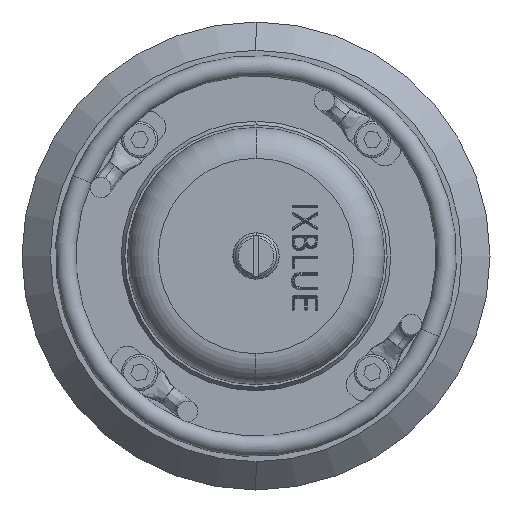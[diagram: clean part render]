
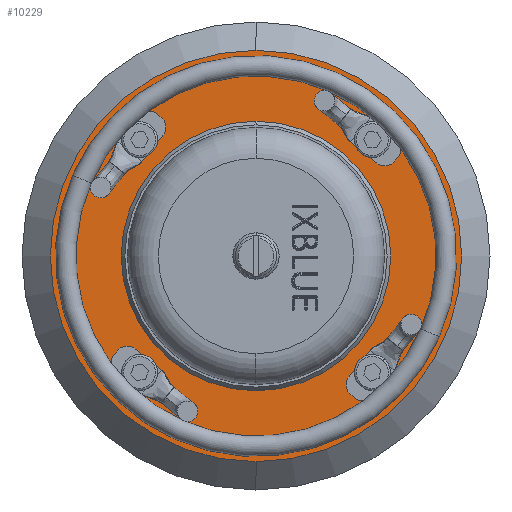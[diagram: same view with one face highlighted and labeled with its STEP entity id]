
A CAD part, left-side view. The second image highlights one B-rep face of the part: STEP entity #10229.
In plain terms, the highlighted planar face has unit normal (-1, 0, 0).
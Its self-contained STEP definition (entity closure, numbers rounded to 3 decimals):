
#108 = VERTEX_POINT ( 'NONE', #2201 ) ;
#241 = AXIS2_PLACEMENT_3D ( 'NONE', #2079, #12627, #14586 ) ;
#246 = AXIS2_PLACEMENT_3D ( 'NONE', #19139, #10061, #1052 ) ;
#717 = CARTESIAN_POINT ( 'NONE',  ( -15.5, 22.627, 24.277 ) ) ;
#820 = FACE_BOUND ( 'NONE', #6708, .T. ) ;
#968 = DIRECTION ( 'NONE',  ( -1., 0., 0. ) ) ;
#1052 = DIRECTION ( 'NONE',  ( 0., 0., 1. ) ) ;
#1340 = CIRCLE ( 'NONE', #246, 40. ) ;
#1431 = PLANE ( 'NONE',  #19367 ) ;
#1452 = VERTEX_POINT ( 'NONE', #717 ) ;
#1606 = AXIS2_PLACEMENT_3D ( 'NONE', #14555, #5483, #16070 ) ;
#1751 = DIRECTION ( 'NONE',  ( -1., 0., 0. ) ) ;
#1831 = CARTESIAN_POINT ( 'NONE',  ( -15.5, -22.627, -22.627 ) ) ;
#1956 = CARTESIAN_POINT ( 'NONE',  ( -15.5, 22.627, 20.977 ) ) ;
#2079 = CARTESIAN_POINT ( 'NONE',  ( -15.5, 0., 0. ) ) ;
#2092 = EDGE_CURVE ( 'NONE', #18341, #7895, #16889, .T. ) ;
#2201 = CARTESIAN_POINT ( 'NONE',  ( -15.5, -22.627, 24.277 ) ) ;
#2480 = EDGE_CURVE ( 'NONE', #12001, #9287, #16646, .T. ) ;
#2493 = AXIS2_PLACEMENT_3D ( 'NONE', #9971, #968, #11522 ) ;
#2665 = AXIS2_PLACEMENT_3D ( 'NONE', #10775, #1751, #12286 ) ;
#2834 = ORIENTED_EDGE ( 'NONE', *, *, #18237, .T. ) ;
#3015 = ORIENTED_EDGE ( 'NONE', *, *, #13028, .F. ) ;
#3329 = DIRECTION ( 'NONE',  ( 0., 0., 1. ) ) ;
#3941 = DIRECTION ( 'NONE',  ( -1., 0., 0. ) ) ;
#4458 = DIRECTION ( 'NONE',  ( 0., 0., -1. ) ) ;
#4482 = VERTEX_POINT ( 'NONE', #16998 ) ;
#4555 = EDGE_CURVE ( 'NONE', #9287, #12001, #19310, .T. ) ;
#4717 = CARTESIAN_POINT ( 'NONE',  ( -15.5, 0., -3.35 ) ) ;
#4737 = EDGE_LOOP ( 'NONE', ( #6075, #17771 ) ) ;
#5303 = DIRECTION ( 'NONE',  ( -1., 0., 0. ) ) ;
#5483 = DIRECTION ( 'NONE',  ( -1., 0., 0. ) ) ;
#5669 = AXIS2_PLACEMENT_3D ( 'NONE', #16681, #7606, #18201 ) ;
#5688 = VERTEX_POINT ( 'NONE', #1956 ) ;
#6075 = ORIENTED_EDGE ( 'NONE', *, *, #16313, .F. ) ;
#6112 = CARTESIAN_POINT ( 'NONE',  ( -15.5, 22.627, 22.627 ) ) ;
#6335 = CARTESIAN_POINT ( 'NONE',  ( -15.5, 22.627, -20.977 ) ) ;
#6555 = CARTESIAN_POINT ( 'NONE',  ( -15.5, 22.627, -22.627 ) ) ;
#6640 = CIRCLE ( 'NONE', #5669, 1.65 ) ;
#6708 = EDGE_LOOP ( 'NONE', ( #19051, #11518 ) ) ;
#7360 = CARTESIAN_POINT ( 'NONE',  ( -15.5, -22.627, -24.277 ) ) ;
#7606 = DIRECTION ( 'NONE',  ( -1., 0., 0. ) ) ;
#7619 = DIRECTION ( 'NONE',  ( 0., 0., 1. ) ) ;
#7707 = DIRECTION ( 'NONE',  ( -1., 0., 0. ) ) ;
#7895 = VERTEX_POINT ( 'NONE', #14155 ) ;
#7923 = ORIENTED_EDGE ( 'NONE', *, *, #14865, .F. ) ;
#7953 = AXIS2_PLACEMENT_3D ( 'NONE', #16754, #7707, #18281 ) ;
#8056 = CIRCLE ( 'NONE', #13996, 1.65 ) ;
#8061 = DIRECTION ( 'NONE',  ( 0., 0., 1. ) ) ;
#8195 = AXIS2_PLACEMENT_3D ( 'NONE', #12976, #3941, #14491 ) ;
#8365 = FACE_BOUND ( 'NONE', #4737, .T. ) ;
#8400 = AXIS2_PLACEMENT_3D ( 'NONE', #1831, #12369, #3329 ) ;
#8654 = EDGE_CURVE ( 'NONE', #7895, #18341, #6640, .T. ) ;
#8838 = FACE_BOUND ( 'NONE', #14102, .T. ) ;
#9266 = EDGE_CURVE ( 'NONE', #9357, #108, #11713, .T. ) ;
#9287 = VERTEX_POINT ( 'NONE', #13710 ) ;
#9357 = VERTEX_POINT ( 'NONE', #12292 ) ;
#9430 = EDGE_LOOP ( 'NONE', ( #15257, #15231 ) ) ;
#9702 = CIRCLE ( 'NONE', #241, 3.35 ) ;
#9971 = CARTESIAN_POINT ( 'NONE',  ( -15.5, 0., 0. ) ) ;
#10061 = DIRECTION ( 'NONE',  ( -1., 0., 0. ) ) ;
#10229 = ADVANCED_FACE ( 'NONE', ( #16893, #8838, #820, #16429, #12377, #8365 ), #1431, .F. ) ;
#10393 = VERTEX_POINT ( 'NONE', #18582 ) ;
#10775 = CARTESIAN_POINT ( 'NONE',  ( -15.5, -22.627, 22.627 ) ) ;
#11428 = CIRCLE ( 'NONE', #8195, 40. ) ;
#11518 = ORIENTED_EDGE ( 'NONE', *, *, #2092, .F. ) ;
#11522 = DIRECTION ( 'NONE',  ( 0., 0., -1. ) ) ;
#11713 = CIRCLE ( 'NONE', #7953, 1.65 ) ;
#11970 = CARTESIAN_POINT ( 'NONE',  ( -15.5, 40., 0. ) ) ;
#12001 = VERTEX_POINT ( 'NONE', #6335 ) ;
#12275 = ORIENTED_EDGE ( 'NONE', *, *, #9266, .F. ) ;
#12286 = DIRECTION ( 'NONE',  ( 0., 0., 1. ) ) ;
#12292 = CARTESIAN_POINT ( 'NONE',  ( -15.5, -22.627, 20.977 ) ) ;
#12369 = DIRECTION ( 'NONE',  ( -1., 0., 0. ) ) ;
#12377 = FACE_OUTER_BOUND ( 'NONE', #12607, .T. ) ;
#12485 = EDGE_CURVE ( 'NONE', #16401, #10393, #9702, .T. ) ;
#12607 = EDGE_LOOP ( 'NONE', ( #2834, #13108 ) ) ;
#12627 = DIRECTION ( 'NONE',  ( -1., 0., 0. ) ) ;
#12713 = CIRCLE ( 'NONE', #2665, 1.65 ) ;
#12852 = AXIS2_PLACEMENT_3D ( 'NONE', #6555, #17123, #8061 ) ;
#12976 = CARTESIAN_POINT ( 'NONE',  ( -15.5, 0., 0. ) ) ;
#13028 = EDGE_CURVE ( 'NONE', #1452, #5688, #8056, .T. ) ;
#13108 = ORIENTED_EDGE ( 'NONE', *, *, #19249, .T. ) ;
#13493 = DIRECTION ( 'NONE',  ( 1., 0., 0. ) ) ;
#13577 = CARTESIAN_POINT ( 'NONE',  ( -15.5, 0., -40. ) ) ;
#13710 = CARTESIAN_POINT ( 'NONE',  ( -15.5, 22.627, -24.277 ) ) ;
#13996 = AXIS2_PLACEMENT_3D ( 'NONE', #14343, #5303, #15870 ) ;
#14102 = EDGE_LOOP ( 'NONE', ( #7923, #12275 ) ) ;
#14155 = CARTESIAN_POINT ( 'NONE',  ( -15.5, -22.627, -20.977 ) ) ;
#14343 = CARTESIAN_POINT ( 'NONE',  ( -15.5, 22.627, 22.627 ) ) ;
#14491 = DIRECTION ( 'NONE',  ( 0., 0., 1. ) ) ;
#14555 = CARTESIAN_POINT ( 'NONE',  ( -15.5, 22.627, -22.627 ) ) ;
#14586 = DIRECTION ( 'NONE',  ( 0., 0., -1. ) ) ;
#14783 = EDGE_CURVE ( 'NONE', #5688, #1452, #17224, .T. ) ;
#14865 = EDGE_CURVE ( 'NONE', #108, #9357, #12713, .T. ) ;
#15231 = ORIENTED_EDGE ( 'NONE', *, *, #4555, .F. ) ;
#15257 = ORIENTED_EDGE ( 'NONE', *, *, #2480, .F. ) ;
#15870 = DIRECTION ( 'NONE',  ( 0., 0., 1. ) ) ;
#16070 = DIRECTION ( 'NONE',  ( 0., 0., 1. ) ) ;
#16313 = EDGE_CURVE ( 'NONE', #10393, #16401, #17185, .T. ) ;
#16401 = VERTEX_POINT ( 'NONE', #4717 ) ;
#16429 = FACE_BOUND ( 'NONE', #9430, .T. ) ;
#16646 = CIRCLE ( 'NONE', #1606, 1.65 ) ;
#16681 = CARTESIAN_POINT ( 'NONE',  ( -15.5, -22.627, -22.627 ) ) ;
#16696 = DIRECTION ( 'NONE',  ( -1., 0., 0. ) ) ;
#16754 = CARTESIAN_POINT ( 'NONE',  ( -15.5, -22.627, 22.627 ) ) ;
#16889 = CIRCLE ( 'NONE', #8400, 1.65 ) ;
#16893 = FACE_BOUND ( 'NONE', #19579, .T. ) ;
#16998 = CARTESIAN_POINT ( 'NONE',  ( -15.5, 0., 40. ) ) ;
#17123 = DIRECTION ( 'NONE',  ( -1., 0., 0. ) ) ;
#17185 = CIRCLE ( 'NONE', #2493, 3.35 ) ;
#17224 = CIRCLE ( 'NONE', #18234, 1.65 ) ;
#17608 = ORIENTED_EDGE ( 'NONE', *, *, #14783, .F. ) ;
#17771 = ORIENTED_EDGE ( 'NONE', *, *, #12485, .F. ) ;
#18201 = DIRECTION ( 'NONE',  ( 0., 0., 1. ) ) ;
#18234 = AXIS2_PLACEMENT_3D ( 'NONE', #6112, #16696, #7619 ) ;
#18237 = EDGE_CURVE ( 'NONE', #19482, #4482, #1340, .T. ) ;
#18281 = DIRECTION ( 'NONE',  ( 0., 0., 1. ) ) ;
#18341 = VERTEX_POINT ( 'NONE', #7360 ) ;
#18582 = CARTESIAN_POINT ( 'NONE',  ( -15.5, 0., 3.35 ) ) ;
#19051 = ORIENTED_EDGE ( 'NONE', *, *, #8654, .F. ) ;
#19139 = CARTESIAN_POINT ( 'NONE',  ( -15.5, 0., 0. ) ) ;
#19249 = EDGE_CURVE ( 'NONE', #4482, #19482, #11428, .T. ) ;
#19310 = CIRCLE ( 'NONE', #12852, 1.65 ) ;
#19367 = AXIS2_PLACEMENT_3D ( 'NONE', #11970, #13493, #4458 ) ;
#19482 = VERTEX_POINT ( 'NONE', #13577 ) ;
#19579 = EDGE_LOOP ( 'NONE', ( #3015, #17608 ) ) ;
